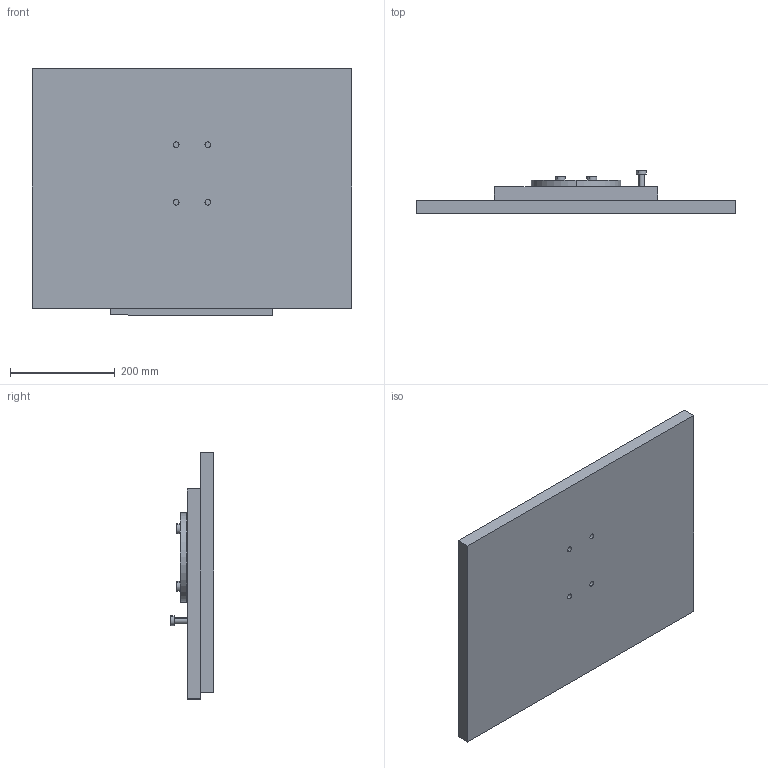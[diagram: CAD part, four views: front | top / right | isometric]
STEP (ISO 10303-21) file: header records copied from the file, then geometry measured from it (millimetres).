
FILE_DESCRIPTION (( 'STEP AP203' ), '1' );
FILE_NAME ('BaseAssembly.STEP', '2012-05-28T23:36:07', ( '' ), ( '' ), 'SwSTEP 2.0', 'SolidWorks 2010', '' );
FILE_SCHEMA (( 'CONFIG_CONTROL_DESIGN' ));
Length unit declared in the file: millimetre
Products named in the file (5): BaseAssembly; Baseplate; BaseDisc; SwivelPlate; InterfaceBolt
Assembly tree (8 placements, depth 2):
  BaseAssembly
    InterfaceBolt  x5
    SwivelPlate
    Baseplate
    BaseDisc
Bounding box: 609.6 x 82.9 x 470.51 mm (x, y, z)
Volume: 10484900.3 mm3; surface area: 967605.1 mm2
Topology: 8 solids, 8 shells, 102 faces, 228 edges, 152 vertices
Faces by surface type: cylinder 68, plane 34
Entity records: 2951 total; most frequent: DIRECTION 454, CARTESIAN_POINT 385, ORIENTED_EDGE 360, AXIS2_PLACEMENT_3D 189, EDGE_CURVE 180, VERTEX_POINT 120, EDGE_LOOP 116, CIRCLE 104
